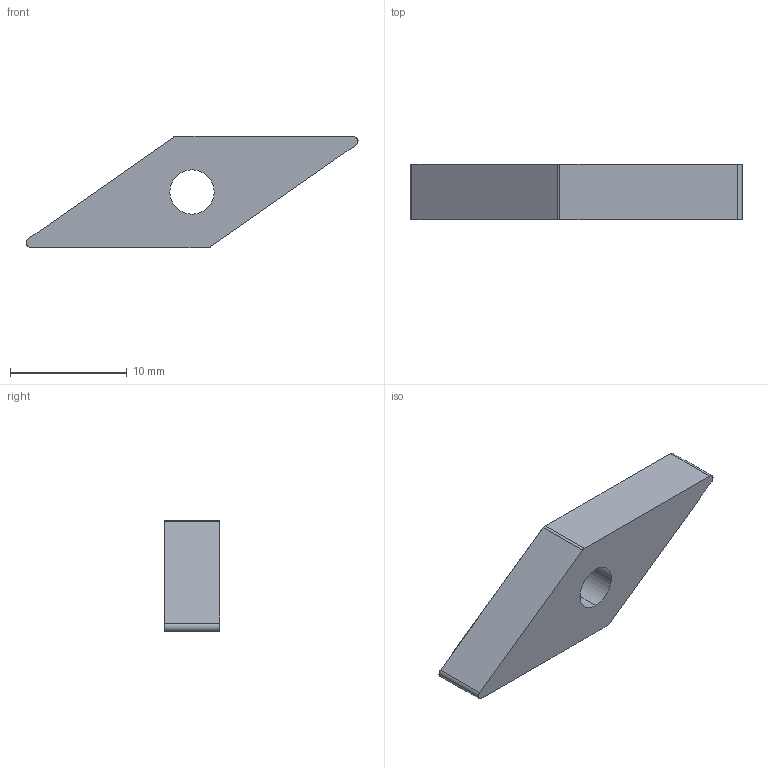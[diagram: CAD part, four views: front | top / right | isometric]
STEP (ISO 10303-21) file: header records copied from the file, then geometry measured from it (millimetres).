
FILE_DESCRIPTION (( 'STEP AP214' ), '1' );
FILE_NAME ('WVD.SFH.160.004.STEP', '2024-06-21T08:24:59', ( '' ), ( '' ), 'SwSTEP 2.0', 'SolidWorks 2022', '' );
FILE_SCHEMA (( 'AUTOMOTIVE_DESIGN' ));
Length unit declared in the file: millimetre
Products named in the file (1): WVD.SFH.160.004
Bounding box: 28.47 x 4.76 x 9.53 mm (x, y, z)
Volume: 659.4 mm3; surface area: 664.1 mm2
Topology: 1 solids, 1 shells, 43 faces, 114 edges, 70 vertices
Faces by surface type: plane 17, bspline 12, cone 8, cylinder 6
Entity records: 1558 total; most frequent: CARTESIAN_POINT 574, ORIENTED_EDGE 220, DIRECTION 166, EDGE_CURVE 110, VERTEX_POINT 70, AXIS2_PLACEMENT_3D 58, VECTOR 50, LINE 50
